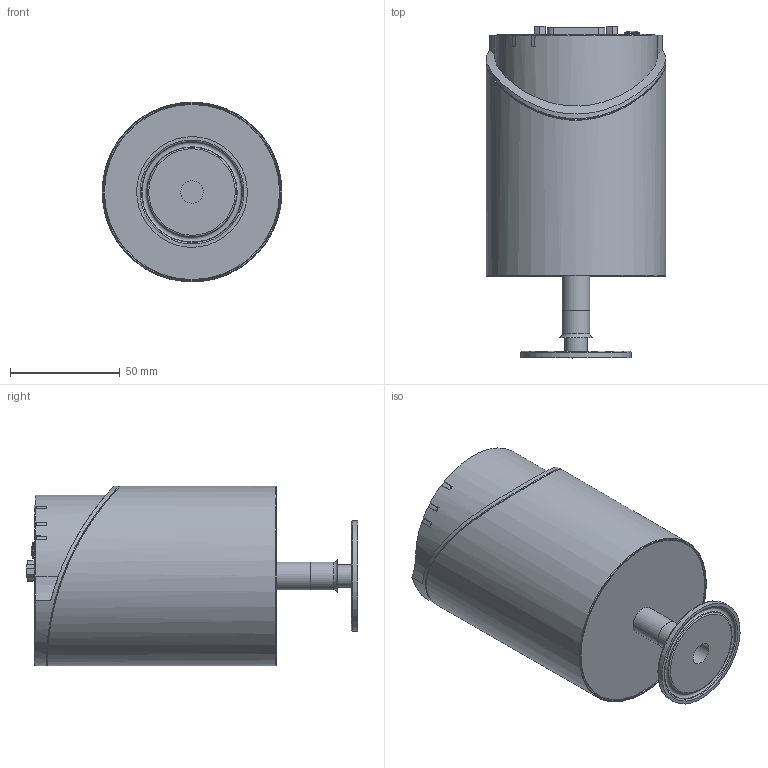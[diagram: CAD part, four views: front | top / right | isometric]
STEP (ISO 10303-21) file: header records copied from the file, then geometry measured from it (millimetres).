
FILE_DESCRIPTION(/* description */ (''),/* implementation_level */ '2;1');
FILE_NAME(/* name */ 'MCLR39x_1.5.stp',/* time_stamp */ '2018-09-03T12:50:47+02:00',/* author */ ('BEM'),/* organization */ (''),/* preprocessor_version */ 'ST-DEVELOPER v17',/* originating_system */ 'Autodesk Inventor 2018',/* authorisation */ '');
FILE_SCHEMA (('AUTOMOTIVE_DESIGN { 1 0 10303 214 3 1 1 }'));
Length unit declared in the file: millimetre
Products named in the file (1): Bauteil7
Bounding box: 82 x 151.55 x 82 mm (x, y, z)
Volume: 108427 mm3; surface area: 99811.5 mm2
Topology: 37 solids, 37 shells, 935 faces, 2415 edges, 1585 vertices
Faces by surface type: plane 445, cylinder 306, torus 58, sphere 43, bspline 42, cone 41
Full cylindrical faces by diameter (mm): 0.57 x15, 1 x30, 1.5 x2, 1.763 x1, 2.156 x2, 2.5 x7, 2.6 x4, 2.845 x2, 3.2 x4, 4.5 x4, 5.4 x1, 6.7 x1, 7 x1, 7.2 x1, 9.6 x2, 10.2 x2, 10.6 x1, 11.5 x1, 12.7 x3, 14.7 x1, 50.5 x1, 68 x1, 75 x1, 78.2 x1, 80 x2, 82 x2
Entity records: 31592 total; most frequent: CARTESIAN_POINT 7405, DIRECTION 4972, ORIENTED_EDGE 4724, EDGE_CURVE 2362, AXIS2_PLACEMENT_3D 1859, VERTEX_POINT 1559, LINE 1254, VECTOR 1254
